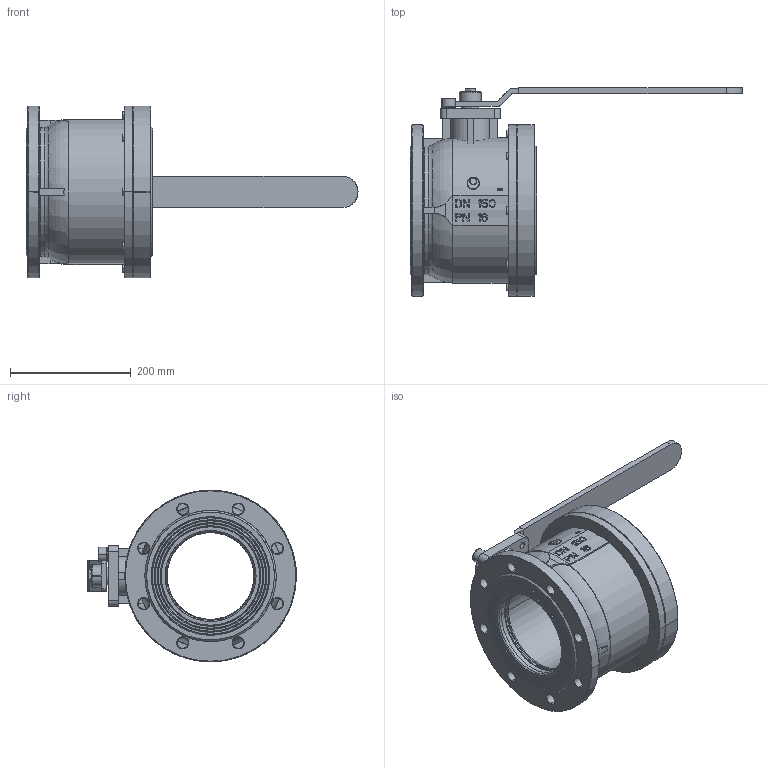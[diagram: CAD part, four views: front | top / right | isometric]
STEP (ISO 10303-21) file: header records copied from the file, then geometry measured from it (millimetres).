
FILE_DESCRIPTION(/* description */ ('Unknown'),/* implementation_level */ '2;1');
FILE_NAME(/* name */ '909-14_(4.150_160.150)',/* time_stamp */ '2021-04-28T13:03:18+02:00',/* author */ ('Unknown'),/* organization */ ('Unknown'),/* preprocessor_version */ 'ST-DEVELOPER v16.7',/* originating_system */ 'Solid Edge',/* authorisation */ 'Unknown');
FILE_SCHEMA (('AUTOMOTIVE_DESIGN {1 0 10303 214 3 1 1}'));
Products named in the file (5): 4.150_160.150; id11;  TRM_SRF_8;  TRM_SRF_7;  TRM_SRF_2
Assembly tree (4 placements, depth 2):
  4.150_160.150
    id11
     TRM_SRF_8
     TRM_SRF_7
     TRM_SRF_2
Bounding box: 551 x 346.5 x 285 mm (x, y, z)
Volume: 1660210.6 mm3; surface area: 2072792.5 mm2
Topology: 3 solids, 1916 shells, 3343 faces, 13278 edges, 11926 vertices
Faces by surface type: plane 2318, cylinder 552, cone 361, torus 87, bspline 21, sphere 4
Full cylindrical faces by diameter (mm): 8.5 x2, 10 x2, 10.2 x7, 10.5 x4, 10.83 x2, 11.67 x2, 12 x1, 13 x8, 18 x8, 18.2 x8, 19 x8, 19.16 x2, 19.5 x8, 20 x18, 24.8 x2, 25.3 x1, 29 x5, 29.2 x1, 29.5 x1, 30 x1, 36 x1, 40 x2, 42 x1, 44 x1, 46 x1, 48 x1, 60 x1, 145 x2, 179 x2, 194 x1
Entity records: 164323 total; most frequent: CARTESIAN_POINT 40893, DIRECTION 20279, ORIENTED_EDGE 16426, EDGE_CURVE 12938, VERTEX_POINT 11861, LINE 9441, VECTOR 9441, AXIS2_PLACEMENT_3D 5419
